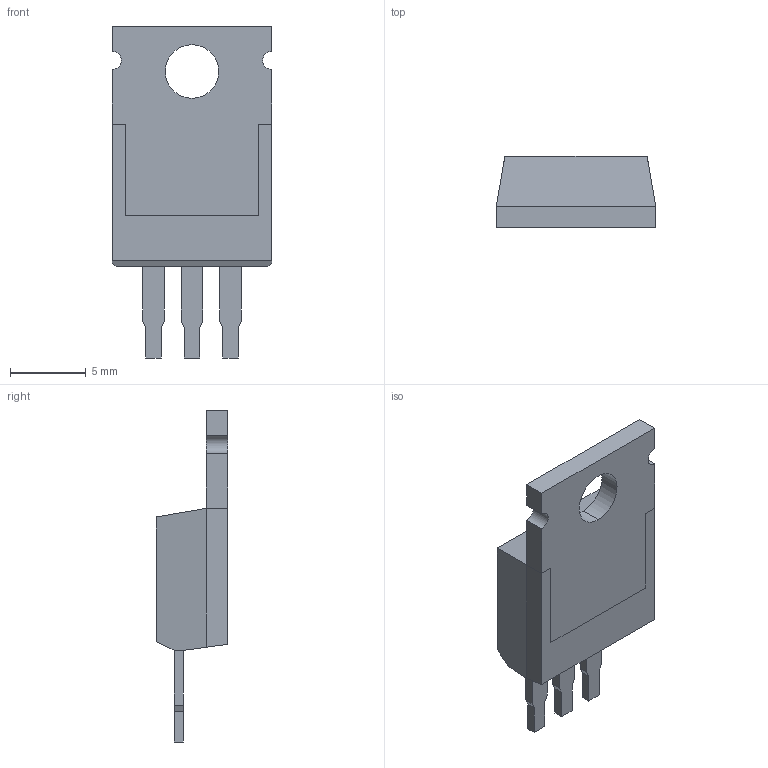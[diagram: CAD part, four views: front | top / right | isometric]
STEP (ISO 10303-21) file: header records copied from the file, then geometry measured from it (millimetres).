
FILE_DESCRIPTION (( 'STEP AP214' ), '1' );
FILE_NAME ('TO220-V.STEP', '2025-09-07T14:34:09', ( '' ), ( '' ), 'SwSTEP 2.0', 'SolidWorks 2024', '' );
FILE_SCHEMA (( 'AUTOMOTIVE_DESIGN' ));
Length unit declared in the file: millimetre
Products named in the file (1): TO220-V
Bounding box: 10.52 x 4.7 x 21.89 mm (x, y, z)
Volume: 521.2 mm3; surface area: 744.8 mm2
Topology: 5 solids, 5 shells, 70 faces, 210 edges, 158 vertices
Faces by surface type: plane 66, cylinder 4
Entity records: 3627 total; most frequent: CARTESIAN_POINT 895, ORIENTED_EDGE 420, DIRECTION 332, EDGE_CURVE 210, LINE 174, VECTOR 174, VERTEX_POINT 158, EDGE_LOOP 80
